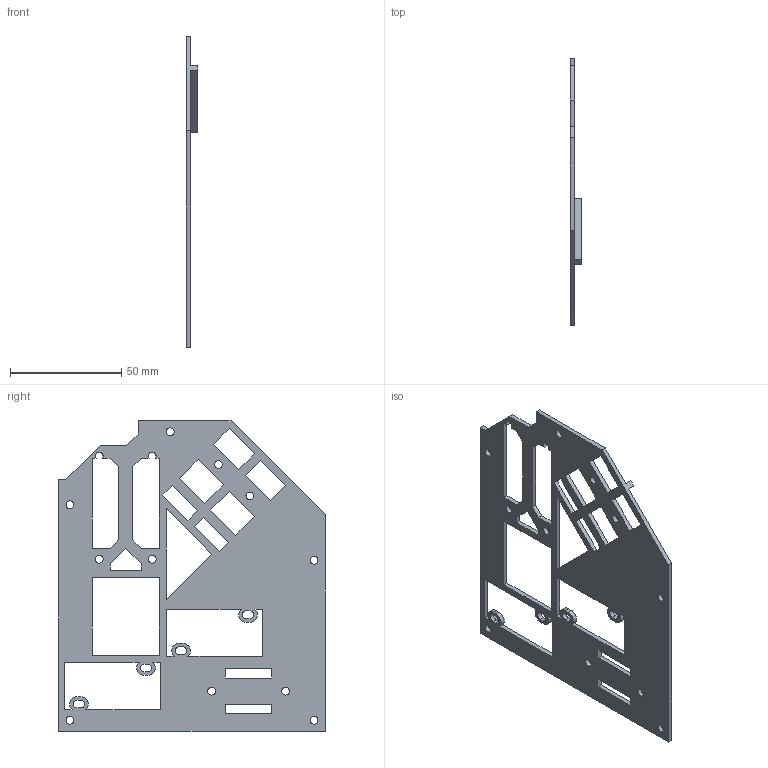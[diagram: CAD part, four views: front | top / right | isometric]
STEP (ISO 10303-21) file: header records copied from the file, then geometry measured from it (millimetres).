
FILE_DESCRIPTION(/* description */ (''),/* implementation_level */ '2;1');
FILE_NAME(/* name */ 'electronics_mounting_panel.step',/* time_stamp */ '2025-06-19T09:54:47-04:00',/* author */ (''),/* organization */ (''),/* preprocessor_version */ 'ST-DEVELOPER v20.1',/* originating_system */ 'Autodesk Translation Framework v14.10.0.0',/* authorisation */ '');
FILE_SCHEMA (('AUTOMOTIVE_DESIGN { 1 0 10303 214 3 1 1 }'));
Length unit declared in the file: millimetre
Products named in the file (1): Electronics Panel
Bounding box: 5.2 x 120 x 140 mm (x, y, z)
Volume: 20196.5 mm3; surface area: 23814.6 mm2
Topology: 1 solids, 1 shells, 127 faces, 375 edges, 250 vertices
Faces by surface type: plane 98, cylinder 29
Full cylindrical faces by diameter (mm): 3.5 x11
Entity records: 4367 total; most frequent: CARTESIAN_POINT 753, ORIENTED_EDGE 750, DIRECTION 689, EDGE_CURVE 375, LINE 317, VECTOR 317, VERTEX_POINT 250, EDGE_LOOP 187
